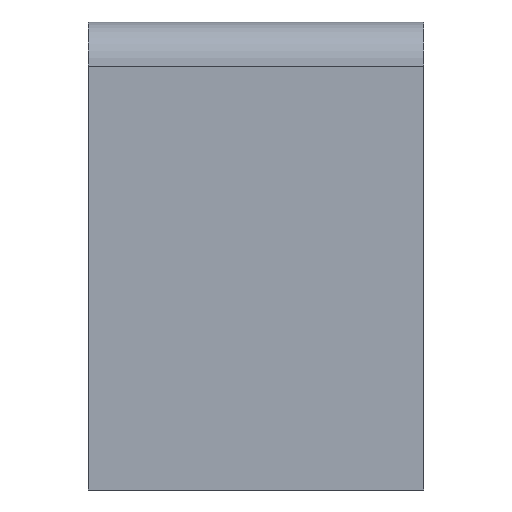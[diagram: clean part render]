
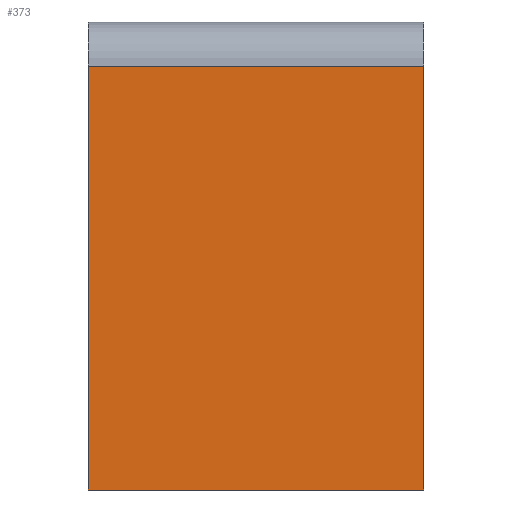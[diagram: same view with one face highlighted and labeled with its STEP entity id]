
A CAD part, left-side view. The second image highlights one B-rep face of the part: STEP entity #373.
In plain terms, the highlighted planar face has unit normal (-1, 0, 0).
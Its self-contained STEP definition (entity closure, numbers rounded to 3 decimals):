
#45=DIRECTION('',(0.,0.,1.));
#46=VECTOR('',#45,19.2);
#47=CARTESIAN_POINT('',(-21.,-7.6,-21.2));
#48=LINE('',#47,#46);
#49=DIRECTION('',(0.,-1.,0.));
#50=VECTOR('',#49,15.2);
#51=CARTESIAN_POINT('',(-21.,7.6,-2.));
#52=LINE('',#51,#50);
#67=DIRECTION('',(0.,1.,0.));
#68=VECTOR('',#67,15.2);
#69=CARTESIAN_POINT('',(-21.,-7.6,-21.2));
#70=LINE('',#69,#68);
#181=DIRECTION('',(0.,0.,1.));
#182=VECTOR('',#181,19.2);
#183=CARTESIAN_POINT('',(-21.,7.6,-21.2));
#184=LINE('',#183,#182);
#238=CARTESIAN_POINT('',(-21.,-7.6,-21.2));
#240=VERTEX_POINT('',#238);
#250=CARTESIAN_POINT('',(-21.,7.6,-21.2));
#252=VERTEX_POINT('',#250);
#285=CARTESIAN_POINT('',(-21.,7.6,-2.));
#286=CARTESIAN_POINT('',(-21.,-7.6,-2.));
#287=VERTEX_POINT('',#285);
#288=VERTEX_POINT('',#286);
#360=CARTESIAN_POINT('',(-21.,-7.6,-21.2));
#361=DIRECTION('',(-1.,0.,0.));
#362=DIRECTION('',(0.,0.,1.));
#363=AXIS2_PLACEMENT_3D('',#360,#361,#362);
#364=PLANE('',#363);
#365=ORIENTED_EDGE('',*,*,#350,.T.);
#366=ORIENTED_EDGE('',*,*,#340,.F.);
#368=ORIENTED_EDGE('',*,*,#367,.T.);
#370=ORIENTED_EDGE('',*,*,#369,.T.);
#371=EDGE_LOOP('',(#365,#366,#368,#370));
#372=FACE_OUTER_BOUND('',#371,.F.);
#373=ADVANCED_FACE('',(#372),#364,.T.);
#340=EDGE_CURVE('',#240,#288,#48,.T.);
#350=EDGE_CURVE('',#287,#288,#52,.T.);
#367=EDGE_CURVE('',#240,#252,#70,.T.);
#369=EDGE_CURVE('',#252,#287,#184,.T.);
